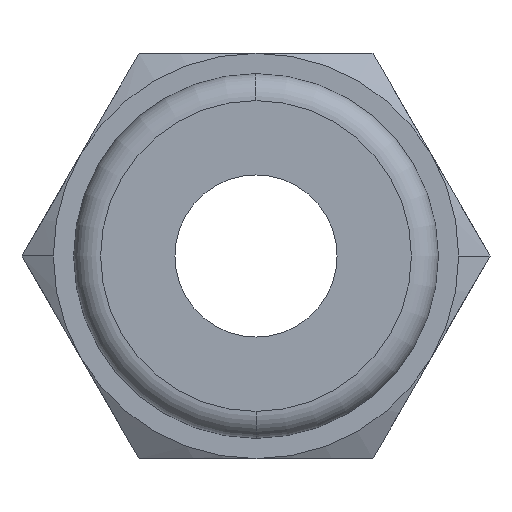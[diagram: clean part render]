
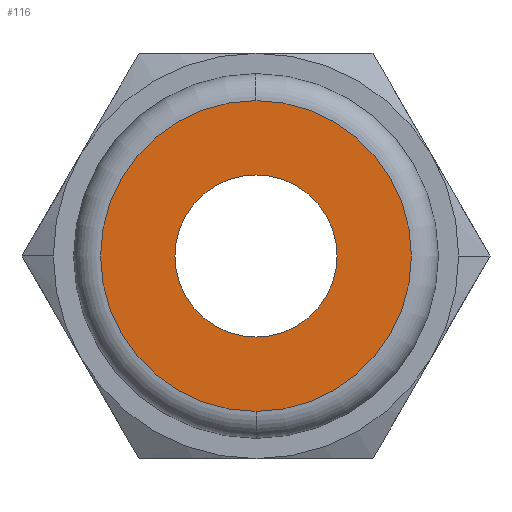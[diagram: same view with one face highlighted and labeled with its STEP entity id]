
A CAD part, front view. The second image highlights one B-rep face of the part: STEP entity #116.
In plain terms, the highlighted planar face has unit normal (0, -1, 0).
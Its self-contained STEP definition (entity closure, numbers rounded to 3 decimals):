
#116=ADVANCED_FACE('',(#240,#241),#242,.T.);
#240=FACE_BOUND('',#371,.T.);
#241=FACE_OUTER_BOUND('',#372,.T.);
#242=PLANE('',#373);
#371=EDGE_LOOP('',(#628,#629));
#372=EDGE_LOOP('',(#630,#631,#632));
#373=AXIS2_PLACEMENT_3D('',#633,#634,#635);
#628=ORIENTED_EDGE('',*,*,#794,.T.);
#629=ORIENTED_EDGE('',*,*,#765,.T.);
#630=ORIENTED_EDGE('',*,*,#856,.F.);
#631=ORIENTED_EDGE('',*,*,#857,.F.);
#632=ORIENTED_EDGE('',*,*,#852,.F.);
#633=CARTESIAN_POINT('',(2.875,0.0,0.0));
#634=DIRECTION('',(-0.0,-1.0,-0.0));
#635=DIRECTION('',(-1.0,0.0,0.0));
#765=EDGE_CURVE('',#899,#903,#905,.T.);
#794=EDGE_CURVE('',#903,#899,#950,.T.);
#852=EDGE_CURVE('',#1027,#1025,#1029,.T.);
#856=EDGE_CURVE('',#1033,#1027,#1034,.T.);
#857=EDGE_CURVE('',#1025,#1033,#1035,.T.);
#899=VERTEX_POINT('',#1104);
#903=VERTEX_POINT('',#1109);
#905=CIRCLE('',#1112,3.0);
#950=CIRCLE('',#1199,3.0);
#1025=VERTEX_POINT('',#1367);
#1027=VERTEX_POINT('',#1369);
#1029=CIRCLE('',#1371,5.75);
#1033=VERTEX_POINT('',#1376);
#1034=CIRCLE('',#1377,5.75);
#1035=CIRCLE('',#1378,5.75);
#1104=CARTESIAN_POINT('',(3.0,0.0,0.));
#1109=CARTESIAN_POINT('',(-3.0,0.0,0.));
#1112=AXIS2_PLACEMENT_3D('',#1415,#1416,#1417);
#1199=AXIS2_PLACEMENT_3D('',#1454,#1455,#1456);
#1367=CARTESIAN_POINT('',(0.,0.0,5.75));
#1369=CARTESIAN_POINT('',(0.,0.0,-5.75));
#1371=AXIS2_PLACEMENT_3D('',#1530,#1531,#1532);
#1376=CARTESIAN_POINT('',(5.75,0.0,0.0));
#1377=AXIS2_PLACEMENT_3D('',#1534,#1535,#1536);
#1378=AXIS2_PLACEMENT_3D('',#1537,#1538,#1539);
#1415=CARTESIAN_POINT('',(0.0,0.0,0.0));
#1416=DIRECTION('',(-0.0,1.0,0.0));
#1417=DIRECTION('',(1.0,0.0,0.0));
#1454=CARTESIAN_POINT('',(0.0,0.0,0.0));
#1455=DIRECTION('',(-0.0,1.0,0.0));
#1456=DIRECTION('',(1.0,0.0,0.0));
#1530=CARTESIAN_POINT('',(0.0,0.0,0.0));
#1531=DIRECTION('',(-0.0,1.0,0.0));
#1532=DIRECTION('',(1.0,0.0,0.0));
#1534=CARTESIAN_POINT('',(0.0,0.0,0.0));
#1535=DIRECTION('',(-0.0,1.0,0.0));
#1536=DIRECTION('',(1.0,0.0,0.0));
#1537=CARTESIAN_POINT('',(0.0,0.0,0.0));
#1538=DIRECTION('',(-0.0,1.0,0.0));
#1539=DIRECTION('',(1.0,0.0,0.0));
